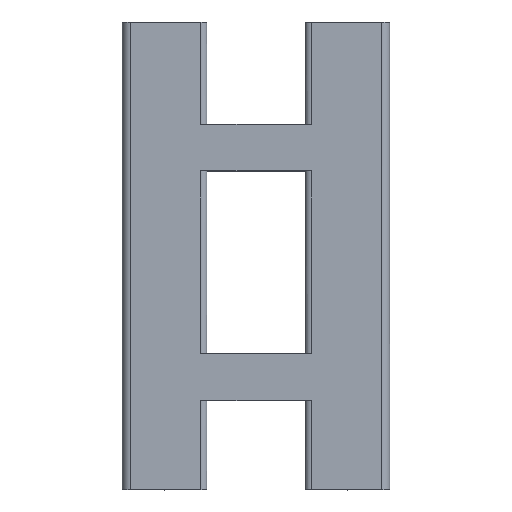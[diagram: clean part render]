
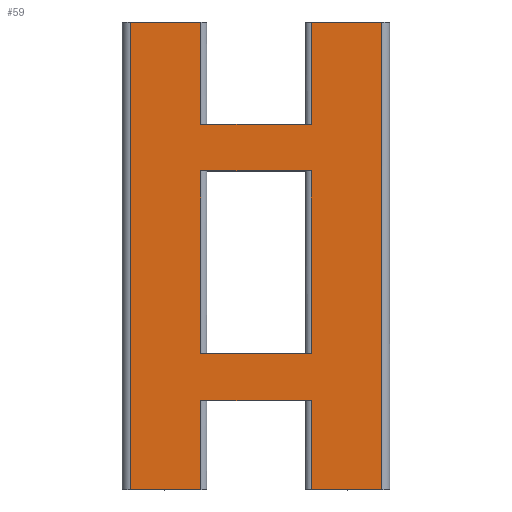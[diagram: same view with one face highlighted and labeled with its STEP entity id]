
A CAD part, top view. The second image highlights one B-rep face of the part: STEP entity #59.
In plain terms, the highlighted planar face has unit normal (0, 0, 1).
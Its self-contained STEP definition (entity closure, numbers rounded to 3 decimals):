
#34=FACE_BOUND('',#629,.T.);
#59=ADVANCED_FACE('',(#334,#34),#4470,.T.);
#334=FACE_OUTER_BOUND('',#628,.T.);
#628=EDGE_LOOP('',(#1175,#1176,#1177,#1178,#1179,#1180,#1181,#1182,#1183,
#1184,#1185,#1186));
#629=EDGE_LOOP('',(#1187,#1188,#1189,#1190));
#1175=ORIENTED_EDGE('',*,*,#2595,.F.);
#1176=ORIENTED_EDGE('',*,*,#2596,.F.);
#1177=ORIENTED_EDGE('',*,*,#2597,.F.);
#1178=ORIENTED_EDGE('',*,*,#2598,.F.);
#1179=ORIENTED_EDGE('',*,*,#2599,.F.);
#1180=ORIENTED_EDGE('',*,*,#2600,.F.);
#1181=ORIENTED_EDGE('',*,*,#2574,.T.);
#1182=ORIENTED_EDGE('',*,*,#2589,.F.);
#1183=ORIENTED_EDGE('',*,*,#2601,.F.);
#1184=ORIENTED_EDGE('',*,*,#2602,.F.);
#1185=ORIENTED_EDGE('',*,*,#2603,.F.);
#1186=ORIENTED_EDGE('',*,*,#2586,.F.);
#1187=ORIENTED_EDGE('',*,*,#2571,.F.);
#1188=ORIENTED_EDGE('',*,*,#2644,.T.);
#1189=ORIENTED_EDGE('',*,*,#2559,.F.);
#1190=ORIENTED_EDGE('',*,*,#2576,.T.);
#2559=EDGE_CURVE('',#4119,#4120,#3301,.T.);
#2571=EDGE_CURVE('',#4127,#4128,#3309,.T.);
#2574=EDGE_CURVE('',#4134,#4133,#3311,.T.);
#2576=EDGE_CURVE('',#4119,#4128,#3313,.T.);
#2586=EDGE_CURVE('',#4146,#4147,#3318,.T.);
#2589=EDGE_CURVE('',#4148,#4133,#3319,.T.);
#2595=EDGE_CURVE('',#4149,#4146,#3324,.T.);
#2596=EDGE_CURVE('',#4150,#4149,#3325,.T.);
#2597=EDGE_CURVE('',#4151,#4150,#3326,.T.);
#2598=EDGE_CURVE('',#4152,#4151,#3327,.T.);
#2599=EDGE_CURVE('',#4153,#4152,#3328,.T.);
#2600=EDGE_CURVE('',#4134,#4153,#3329,.T.);
#2601=EDGE_CURVE('',#4154,#4148,#3330,.T.);
#2602=EDGE_CURVE('',#4155,#4154,#3331,.T.);
#2603=EDGE_CURVE('',#4147,#4155,#3332,.T.);
#2644=EDGE_CURVE('',#4127,#4120,#3349,.T.);
#3301=B_SPLINE_CURVE_WITH_KNOTS('',1,(#8583,#8584),.UNSPECIFIED.,.F.,.F.,
(2,2),(0.,21.503),.UNSPECIFIED.);
#3309=B_SPLINE_CURVE_WITH_KNOTS('',1,(#8613,#8614),.UNSPECIFIED.,.F.,.F.,
(2,2),(-21.503,0.),.UNSPECIFIED.);
#3311=B_SPLINE_CURVE_WITH_KNOTS('',1,(#8622,#8623),.UNSPECIFIED.,.F.,.F.,
(2,2),(-12.933,0.),.UNSPECIFIED.);
#3313=B_SPLINE_CURVE_WITH_KNOTS('',1,(#8626,#8627),.UNSPECIFIED.,.F.,.F.,
(2,2),(0.,12.933),.UNSPECIFIED.);
#3318=B_SPLINE_CURVE_WITH_KNOTS('',1,(#8651,#8652),.UNSPECIFIED.,.F.,.F.,
(2,2),(0.,12.),.UNSPECIFIED.);
#3319=B_SPLINE_CURVE_WITH_KNOTS('',1,(#8659,#8660),.UNSPECIFIED.,.F.,.F.,
(2,2),(0.,10.5),.UNSPECIFIED.);
#3324=B_SPLINE_CURVE_WITH_KNOTS('',1,(#8672,#8673),.UNSPECIFIED.,.F.,.F.,
(2,2),(0.,12.933),.UNSPECIFIED.);
#3325=B_SPLINE_CURVE_WITH_KNOTS('',1,(#8674,#8675),.UNSPECIFIED.,.F.,.F.,
(2,2),(-12.,0.),.UNSPECIFIED.);
#3326=B_SPLINE_CURVE_WITH_KNOTS('',1,(#8676,#8677),.UNSPECIFIED.,.F.,.F.,
(2,2),(0.,8.256),.UNSPECIFIED.);
#3327=B_SPLINE_CURVE_WITH_KNOTS('',1,(#8678,#8679),.UNSPECIFIED.,.F.,.F.,
(2,2),(-55.,0.),.UNSPECIFIED.);
#3328=B_SPLINE_CURVE_WITH_KNOTS('',1,(#8680,#8681),.UNSPECIFIED.,.F.,.F.,
(2,2),(0.,8.256),.UNSPECIFIED.);
#3329=B_SPLINE_CURVE_WITH_KNOTS('',1,(#8682,#8683),.UNSPECIFIED.,.F.,.F.,
(2,2),(-10.5,0.),.UNSPECIFIED.);
#3330=B_SPLINE_CURVE_WITH_KNOTS('',1,(#8684,#8685),.UNSPECIFIED.,.F.,.F.,
(2,2),(0.,8.256),.UNSPECIFIED.);
#3331=B_SPLINE_CURVE_WITH_KNOTS('',1,(#8686,#8687),.UNSPECIFIED.,.F.,.F.,
(2,2),(-55.,0.),.UNSPECIFIED.);
#3332=B_SPLINE_CURVE_WITH_KNOTS('',1,(#8688,#8689),.UNSPECIFIED.,.F.,.F.,
(2,2),(0.,8.256),.UNSPECIFIED.);
#3349=B_SPLINE_CURVE_WITH_KNOTS('',1,(#8806,#8807),.UNSPECIFIED.,.F.,.F.,
(2,2),(0.,12.933),.UNSPECIFIED.);
#4119=VERTEX_POINT('',#7959);
#4120=VERTEX_POINT('',#7960);
#4127=VERTEX_POINT('',#7967);
#4128=VERTEX_POINT('',#7968);
#4133=VERTEX_POINT('',#7973);
#4134=VERTEX_POINT('',#7974);
#4146=VERTEX_POINT('',#7986);
#4147=VERTEX_POINT('',#7987);
#4148=VERTEX_POINT('',#7988);
#4149=VERTEX_POINT('',#7989);
#4150=VERTEX_POINT('',#7990);
#4151=VERTEX_POINT('',#7991);
#4152=VERTEX_POINT('',#7992);
#4153=VERTEX_POINT('',#7993);
#4154=VERTEX_POINT('',#7994);
#4155=VERTEX_POINT('',#7995);
#4470=PLANE('',#4705);
#4705=AXIS2_PLACEMENT_3D('',#5317,#4903,$);
#4903=DIRECTION('',(0.,0.,1.));
#5317=CARTESIAN_POINT('',(-17.668,106.176,-143.575));
#7959=CARTESIAN_POINT('',(6.466,61.672,-143.575));
#7960=CARTESIAN_POINT('',(6.466,83.175,-143.575));
#7967=CARTESIAN_POINT('',(-6.466,83.175,-143.575));
#7968=CARTESIAN_POINT('',(-6.466,61.672,-143.575));
#7973=CARTESIAN_POINT('',(6.466,56.175,-143.575));
#7974=CARTESIAN_POINT('',(-6.466,56.175,-143.575));
#7986=CARTESIAN_POINT('',(6.466,88.675,-143.575));
#7987=CARTESIAN_POINT('',(6.466,100.675,-143.575));
#7988=CARTESIAN_POINT('',(6.466,45.675,-143.575));
#7989=CARTESIAN_POINT('',(-6.466,88.675,-143.575));
#7990=CARTESIAN_POINT('',(-6.466,100.675,-143.575));
#7991=CARTESIAN_POINT('',(-14.722,100.675,-143.575));
#7992=CARTESIAN_POINT('',(-14.722,45.675,-143.575));
#7993=CARTESIAN_POINT('',(-6.466,45.675,-143.575));
#7994=CARTESIAN_POINT('',(14.722,45.675,-143.575));
#7995=CARTESIAN_POINT('',(14.722,100.675,-143.575));
#8583=CARTESIAN_POINT('',(6.466,61.672,-143.575));
#8584=CARTESIAN_POINT('',(6.466,83.175,-143.575));
#8613=CARTESIAN_POINT('',(-6.466,83.175,-143.575));
#8614=CARTESIAN_POINT('',(-6.466,61.672,-143.575));
#8622=CARTESIAN_POINT('',(-6.466,56.175,-143.575));
#8623=CARTESIAN_POINT('',(6.466,56.175,-143.575));
#8626=CARTESIAN_POINT('',(6.466,61.672,-143.575));
#8627=CARTESIAN_POINT('',(-6.466,61.672,-143.575));
#8651=CARTESIAN_POINT('',(6.466,88.675,-143.575));
#8652=CARTESIAN_POINT('',(6.466,100.675,-143.575));
#8659=CARTESIAN_POINT('',(6.466,45.675,-143.575));
#8660=CARTESIAN_POINT('',(6.466,56.175,-143.575));
#8672=CARTESIAN_POINT('',(-6.466,88.675,-143.575));
#8673=CARTESIAN_POINT('',(6.466,88.675,-143.575));
#8674=CARTESIAN_POINT('',(-6.466,100.675,-143.575));
#8675=CARTESIAN_POINT('',(-6.466,88.675,-143.575));
#8676=CARTESIAN_POINT('',(-14.722,100.675,-143.575));
#8677=CARTESIAN_POINT('',(-6.466,100.675,-143.575));
#8678=CARTESIAN_POINT('',(-14.722,45.675,-143.575));
#8679=CARTESIAN_POINT('',(-14.722,100.675,-143.575));
#8680=CARTESIAN_POINT('',(-6.466,45.675,-143.575));
#8681=CARTESIAN_POINT('',(-14.722,45.675,-143.575));
#8682=CARTESIAN_POINT('',(-6.466,56.175,-143.575));
#8683=CARTESIAN_POINT('',(-6.466,45.675,-143.575));
#8684=CARTESIAN_POINT('',(14.722,45.675,-143.575));
#8685=CARTESIAN_POINT('',(6.466,45.675,-143.575));
#8686=CARTESIAN_POINT('',(14.722,100.675,-143.575));
#8687=CARTESIAN_POINT('',(14.722,45.675,-143.575));
#8688=CARTESIAN_POINT('',(6.466,100.675,-143.575));
#8689=CARTESIAN_POINT('',(14.722,100.675,-143.575));
#8806=CARTESIAN_POINT('',(-6.466,83.175,-143.575));
#8807=CARTESIAN_POINT('',(6.466,83.175,-143.575));
